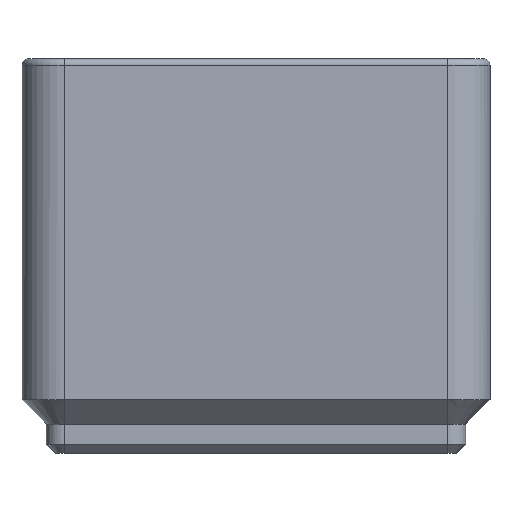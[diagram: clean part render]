
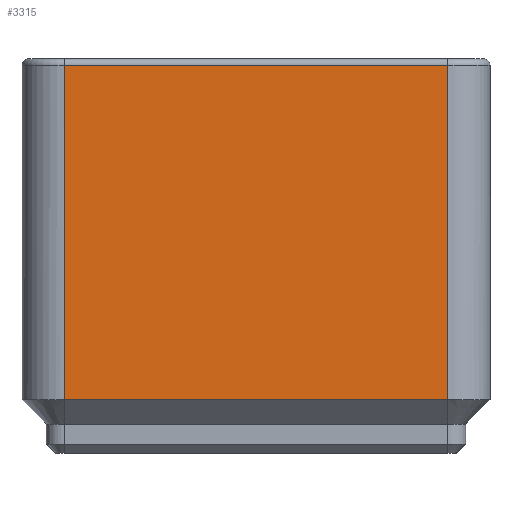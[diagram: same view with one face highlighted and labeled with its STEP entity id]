
A CAD part, left-side view. The second image highlights one B-rep face of the part: STEP entity #3315.
In plain terms, the highlighted planar face has unit normal (-1, 0, 0).
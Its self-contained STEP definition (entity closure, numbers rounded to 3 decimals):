
#760 = CYLINDRICAL_SURFACE('',#761,0.6);
#761 = AXIS2_PLACEMENT_3D('',#762,#763,#764);
#762 = CARTESIAN_POINT('',(0.85,4.,34.4));
#763 = DIRECTION('',(0.,-1.,0.));
#764 = DIRECTION('',(1.,0.,0.));
#1700 = VERTEX_POINT('',#1701);
#1701 = CARTESIAN_POINT('',(0.25,4.,34.4));
#1718 = CYLINDRICAL_SURFACE('',#1719,3.75);
#1719 = AXIS2_PLACEMENT_3D('',#1720,#1721,#1722);
#1720 = CARTESIAN_POINT('',(4.,4.,0.));
#1721 = DIRECTION('',(0.,0.,1.));
#1722 = DIRECTION('',(1.,0.,0.));
#1778 = EDGE_CURVE('',#1779,#1700,#1781,.T.);
#1779 = VERTEX_POINT('',#1780);
#1780 = CARTESIAN_POINT('',(0.25,38.,34.4));
#1781 = SURFACE_CURVE('',#1782,(#1786,#1793),.PCURVE_S1.);
#1782 = LINE('',#1783,#1784);
#1783 = CARTESIAN_POINT('',(0.25,4.,34.4));
#1784 = VECTOR('',#1785,1.);
#1785 = DIRECTION('',(0.,-1.,0.));
#1786 = PCURVE('',#760,#1787);
#1787 = DEFINITIONAL_REPRESENTATION('',(#1788),#1792);
#1788 = LINE('',#1789,#1790);
#1789 = CARTESIAN_POINT('',(3.142,0.));
#1790 = VECTOR('',#1791,1.);
#1791 = DIRECTION('',(0.,1.));
#1792 = ( GEOMETRIC_REPRESENTATION_CONTEXT(2) 
PARAMETRIC_REPRESENTATION_CONTEXT() REPRESENTATION_CONTEXT('2D SPACE',''
  ) );
#1793 = PCURVE('',#1794,#1799);
#1794 = PLANE('',#1795);
#1795 = AXIS2_PLACEMENT_3D('',#1796,#1797,#1798);
#1796 = CARTESIAN_POINT('',(0.25,21.,17.2));
#1797 = DIRECTION('',(-1.,0.,0.));
#1798 = DIRECTION('',(0.,0.,-1.));
#1799 = DEFINITIONAL_REPRESENTATION('',(#1800),#1804);
#1800 = LINE('',#1801,#1802);
#1801 = CARTESIAN_POINT('',(-17.2,17.));
#1802 = VECTOR('',#1803,1.);
#1803 = DIRECTION('',(0.,1.));
#1804 = ( GEOMETRIC_REPRESENTATION_CONTEXT(2) 
PARAMETRIC_REPRESENTATION_CONTEXT() REPRESENTATION_CONTEXT('2D SPACE',''
  ) );
#1905 = CYLINDRICAL_SURFACE('',#1906,3.75);
#1906 = AXIS2_PLACEMENT_3D('',#1907,#1908,#1909);
#1907 = CARTESIAN_POINT('',(4.,38.,0.));
#1908 = DIRECTION('',(0.,0.,1.));
#1909 = DIRECTION('',(1.,0.,0.));
#3186 = EDGE_CURVE('',#3187,#1700,#3189,.T.);
#3187 = VERTEX_POINT('',#3188);
#3188 = CARTESIAN_POINT('',(0.25,4.,4.75));
#3189 = SURFACE_CURVE('',#3190,(#3194,#3201),.PCURVE_S1.);
#3190 = LINE('',#3191,#3192);
#3191 = CARTESIAN_POINT('',(0.25,4.,0.));
#3192 = VECTOR('',#3193,1.);
#3193 = DIRECTION('',(0.,0.,1.));
#3194 = PCURVE('',#1718,#3195);
#3195 = DEFINITIONAL_REPRESENTATION('',(#3196),#3200);
#3196 = LINE('',#3197,#3198);
#3197 = CARTESIAN_POINT('',(3.142,0.));
#3198 = VECTOR('',#3199,1.);
#3199 = DIRECTION('',(0.,1.));
#3200 = ( GEOMETRIC_REPRESENTATION_CONTEXT(2) 
PARAMETRIC_REPRESENTATION_CONTEXT() REPRESENTATION_CONTEXT('2D SPACE',''
  ) );
#3201 = PCURVE('',#1794,#3202);
#3202 = DEFINITIONAL_REPRESENTATION('',(#3203),#3207);
#3203 = LINE('',#3204,#3205);
#3204 = CARTESIAN_POINT('',(17.2,17.));
#3205 = VECTOR('',#3206,1.);
#3206 = DIRECTION('',(-1.,0.));
#3207 = ( GEOMETRIC_REPRESENTATION_CONTEXT(2) 
PARAMETRIC_REPRESENTATION_CONTEXT() REPRESENTATION_CONTEXT('2D SPACE',''
  ) );
#3315 = ADVANCED_FACE('',(#3316),#1794,.T.);
#3316 = FACE_BOUND('',#3317,.T.);
#3317 = EDGE_LOOP('',(#3318,#3319,#3342,#3368));
#3318 = ORIENTED_EDGE('',*,*,#1778,.F.);
#3319 = ORIENTED_EDGE('',*,*,#3320,.F.);
#3320 = EDGE_CURVE('',#3321,#1779,#3323,.T.);
#3321 = VERTEX_POINT('',#3322);
#3322 = CARTESIAN_POINT('',(0.25,38.,4.75));
#3323 = SURFACE_CURVE('',#3324,(#3328,#3335),.PCURVE_S1.);
#3324 = LINE('',#3325,#3326);
#3325 = CARTESIAN_POINT('',(0.25,38.,0.));
#3326 = VECTOR('',#3327,1.);
#3327 = DIRECTION('',(0.,0.,1.));
#3328 = PCURVE('',#1794,#3329);
#3329 = DEFINITIONAL_REPRESENTATION('',(#3330),#3334);
#3330 = LINE('',#3331,#3332);
#3331 = CARTESIAN_POINT('',(17.2,-17.));
#3332 = VECTOR('',#3333,1.);
#3333 = DIRECTION('',(-1.,0.));
#3334 = ( GEOMETRIC_REPRESENTATION_CONTEXT(2) 
PARAMETRIC_REPRESENTATION_CONTEXT() REPRESENTATION_CONTEXT('2D SPACE',''
  ) );
#3335 = PCURVE('',#1905,#3336);
#3336 = DEFINITIONAL_REPRESENTATION('',(#3337),#3341);
#3337 = LINE('',#3338,#3339);
#3338 = CARTESIAN_POINT('',(3.142,0.));
#3339 = VECTOR('',#3340,1.);
#3340 = DIRECTION('',(0.,1.));
#3341 = ( GEOMETRIC_REPRESENTATION_CONTEXT(2) 
PARAMETRIC_REPRESENTATION_CONTEXT() REPRESENTATION_CONTEXT('2D SPACE',''
  ) );
#3342 = ORIENTED_EDGE('',*,*,#3343,.F.);
#3343 = EDGE_CURVE('',#3187,#3321,#3344,.T.);
#3344 = SURFACE_CURVE('',#3345,(#3349,#3356),.PCURVE_S1.);
#3345 = LINE('',#3346,#3347);
#3346 = CARTESIAN_POINT('',(0.25,12.5,4.75));
#3347 = VECTOR('',#3348,1.);
#3348 = DIRECTION('',(0.,1.,0.));
#3349 = PCURVE('',#1794,#3350);
#3350 = DEFINITIONAL_REPRESENTATION('',(#3351),#3355);
#3351 = LINE('',#3352,#3353);
#3352 = CARTESIAN_POINT('',(12.45,8.5));
#3353 = VECTOR('',#3354,1.);
#3354 = DIRECTION('',(0.,-1.));
#3355 = ( GEOMETRIC_REPRESENTATION_CONTEXT(2) 
PARAMETRIC_REPRESENTATION_CONTEXT() REPRESENTATION_CONTEXT('2D SPACE',''
  ) );
#3356 = PCURVE('',#3357,#3362);
#3357 = PLANE('',#3358);
#3358 = AXIS2_PLACEMENT_3D('',#3359,#3360,#3361);
#3359 = CARTESIAN_POINT('',(2.4,4.,2.6));
#3360 = DIRECTION('',(0.707,0.,0.707));
#3361 = DIRECTION('',(0.,-1.,0.));
#3362 = DEFINITIONAL_REPRESENTATION('',(#3363),#3367);
#3363 = LINE('',#3364,#3365);
#3364 = CARTESIAN_POINT('',(-8.5,-3.041));
#3365 = VECTOR('',#3366,1.);
#3366 = DIRECTION('',(-1.,0.));
#3367 = ( GEOMETRIC_REPRESENTATION_CONTEXT(2) 
PARAMETRIC_REPRESENTATION_CONTEXT() REPRESENTATION_CONTEXT('2D SPACE',''
  ) );
#3368 = ORIENTED_EDGE('',*,*,#3186,.T.);
